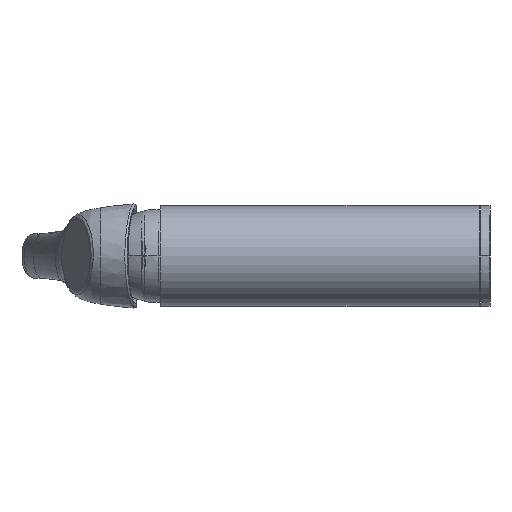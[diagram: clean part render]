
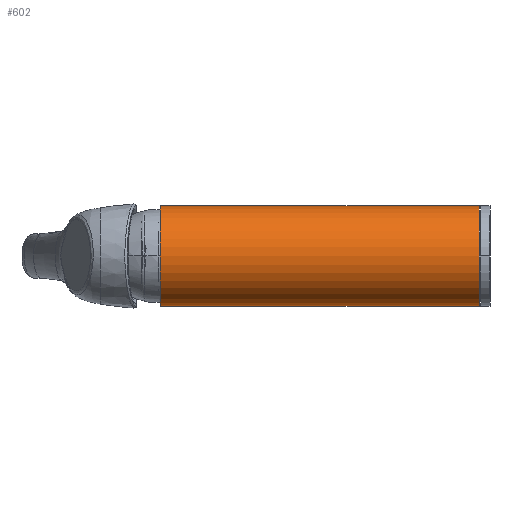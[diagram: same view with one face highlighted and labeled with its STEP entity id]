
A CAD part, left-side view. The second image highlights one B-rep face of the part: STEP entity #602.
In plain terms, the highlighted cylindrical face has radius 25 mm (diameter 50 mm), a partial arc.
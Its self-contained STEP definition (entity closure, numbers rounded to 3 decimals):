
#1=CARTESIAN_POINT('',(0.,0.,0.));
#2=DIRECTION('',(0.,1.,0.));
#3=DIRECTION('',(1.,0.,0.));
#4=AXIS2_PLACEMENT_3D('',#1,#2,#3);
#21=DIRECTION('',(0.,1.,0.));
#22=VECTOR('',#21,159.1);
#23=CARTESIAN_POINT('',(25.,0.,0.));
#24=LINE('',#23,#22);
#25=DIRECTION('',(0.,1.,0.));
#26=VECTOR('',#25,159.1);
#27=CARTESIAN_POINT('',(-25.,0.,0.));
#28=LINE('',#27,#26);
#74=CARTESIAN_POINT('',(0.,159.1,0.));
#75=DIRECTION('',(0.,-1.,0.));
#76=DIRECTION('',(-1.,0.,0.));
#77=AXIS2_PLACEMENT_3D('',#74,#75,#76);
#461=CARTESIAN_POINT('',(25.,0.,0.));
#462=CARTESIAN_POINT('',(-25.,0.,0.));
#463=VERTEX_POINT('',#461);
#464=VERTEX_POINT('',#462);
#536=CARTESIAN_POINT('',(-25.,159.1,0.));
#537=VERTEX_POINT('',#536);
#538=CARTESIAN_POINT('',(25.,159.1,0.));
#539=VERTEX_POINT('',#538);
#588=CARTESIAN_POINT('',(0.,-7.955,0.));
#589=DIRECTION('',(0.,1.,0.));
#590=DIRECTION('',(1.,0.,0.));
#591=AXIS2_PLACEMENT_3D('',#588,#589,#590);
#592=CYLINDRICAL_SURFACE('',#591,25.);
#594=ORIENTED_EDGE('',*,*,#593,.F.);
#595=ORIENTED_EDGE('',*,*,#575,.F.);
#597=ORIENTED_EDGE('',*,*,#596,.T.);
#599=ORIENTED_EDGE('',*,*,#598,.F.);
#600=EDGE_LOOP('',(#594,#595,#597,#599));
#601=FACE_OUTER_BOUND('',#600,.F.);
#602=ADVANCED_FACE('',(#601),#592,.T.);
#5=CIRCLE('',#4,25.);
#78=CIRCLE('',#77,25.);
#575=EDGE_CURVE('',#463,#464,#5,.T.);
#593=EDGE_CURVE('',#464,#537,#28,.T.);
#596=EDGE_CURVE('',#463,#539,#24,.T.);
#598=EDGE_CURVE('',#537,#539,#78,.T.);
